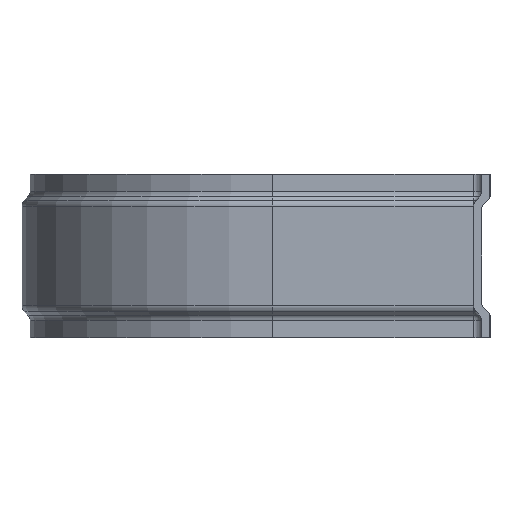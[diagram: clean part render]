
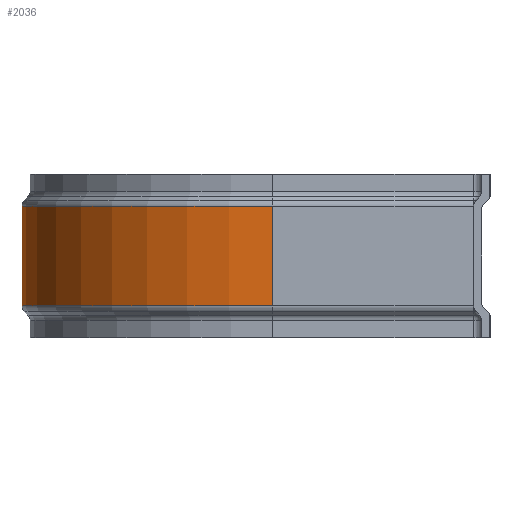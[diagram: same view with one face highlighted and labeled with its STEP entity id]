
A CAD part, left-side view. The second image highlights one B-rep face of the part: STEP entity #2036.
In plain terms, the highlighted cylindrical face has radius 61.15 mm (diameter 122.3 mm), a partial arc.
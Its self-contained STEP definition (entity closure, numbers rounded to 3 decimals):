
#213 = ORIENTED_EDGE ( 'NONE', *, *, #1979, .F. ) ;
#379 = EDGE_CURVE ( 'NONE', #2486, #3817, #742, .T. ) ;
#440 = AXIS2_PLACEMENT_3D ( 'NONE', #2467, #3335, #3895 ) ;
#582 = ORIENTED_EDGE ( 'NONE', *, *, #1732, .F. ) ;
#742 = CIRCLE ( 'NONE', #440, 61.15 ) ;
#793 = VECTOR ( 'NONE', #1506, 1000. ) ;
#894 = DIRECTION ( 'NONE',  ( 1., 0., 0. ) ) ;
#978 = CARTESIAN_POINT ( 'NONE',  ( -61.15, 53., -12.172 ) ) ;
#1130 = VERTEX_POINT ( 'NONE', #2283 ) ;
#1137 = CARTESIAN_POINT ( 'NONE',  ( 61.15, 53., 12.172 ) ) ;
#1146 = DIRECTION ( 'NONE',  ( 0., 1., 0. ) ) ;
#1157 = LINE ( 'NONE', #1137, #793 ) ;
#1400 = CARTESIAN_POINT ( 'NONE',  ( -61.15, 53., 12.172 ) ) ;
#1506 = DIRECTION ( 'NONE',  ( 0., 0., 1. ) ) ;
#1732 = EDGE_CURVE ( 'NONE', #2486, #1130, #1157, .T. ) ;
#1769 = DIRECTION ( 'NONE',  ( 0., 0., 1. ) ) ;
#1815 = VERTEX_POINT ( 'NONE', #1835 ) ;
#1835 = CARTESIAN_POINT ( 'NONE',  ( -61.15, 53., 12.172 ) ) ;
#1848 = CARTESIAN_POINT ( 'NONE',  ( 0., 53., 0. ) ) ;
#1851 = EDGE_LOOP ( 'NONE', ( #2829, #213, #2443, #582 ) ) ;
#1979 = EDGE_CURVE ( 'NONE', #1815, #3817, #3242, .T. ) ;
#2036 = ADVANCED_FACE ( 'NONE', ( #3349 ), #2714, .T. ) ;
#2061 = CARTESIAN_POINT ( 'NONE',  ( 61.15, 53., -12.172 ) ) ;
#2283 = CARTESIAN_POINT ( 'NONE',  ( 61.15, 53., 12.172 ) ) ;
#2348 = AXIS2_PLACEMENT_3D ( 'NONE', #2415, #2383, #1146 ) ;
#2383 = DIRECTION ( 'NONE',  ( 0., 0., 1. ) ) ;
#2415 = CARTESIAN_POINT ( 'NONE',  ( 0., 53., 12.172 ) ) ;
#2443 = ORIENTED_EDGE ( 'NONE', *, *, #2778, .F. ) ;
#2467 = CARTESIAN_POINT ( 'NONE',  ( 0., 53., -12.172 ) ) ;
#2486 = VERTEX_POINT ( 'NONE', #2061 ) ;
#2559 = AXIS2_PLACEMENT_3D ( 'NONE', #1848, #1769, #894 ) ;
#2714 = CYLINDRICAL_SURFACE ( 'NONE', #2559, 61.15 ) ;
#2778 = EDGE_CURVE ( 'NONE', #1130, #1815, #3296, .T. ) ;
#2829 = ORIENTED_EDGE ( 'NONE', *, *, #379, .T. ) ;
#3242 = LINE ( 'NONE', #1400, #3507 ) ;
#3261 = DIRECTION ( 'NONE',  ( 0., 0., -1. ) ) ;
#3296 = CIRCLE ( 'NONE', #2348, 61.15 ) ;
#3335 = DIRECTION ( 'NONE',  ( 0., 0., 1. ) ) ;
#3349 = FACE_OUTER_BOUND ( 'NONE', #1851, .T. ) ;
#3507 = VECTOR ( 'NONE', #3261, 1000. ) ;
#3817 = VERTEX_POINT ( 'NONE', #978 ) ;
#3895 = DIRECTION ( 'NONE',  ( 0., 1., 0. ) ) ;
